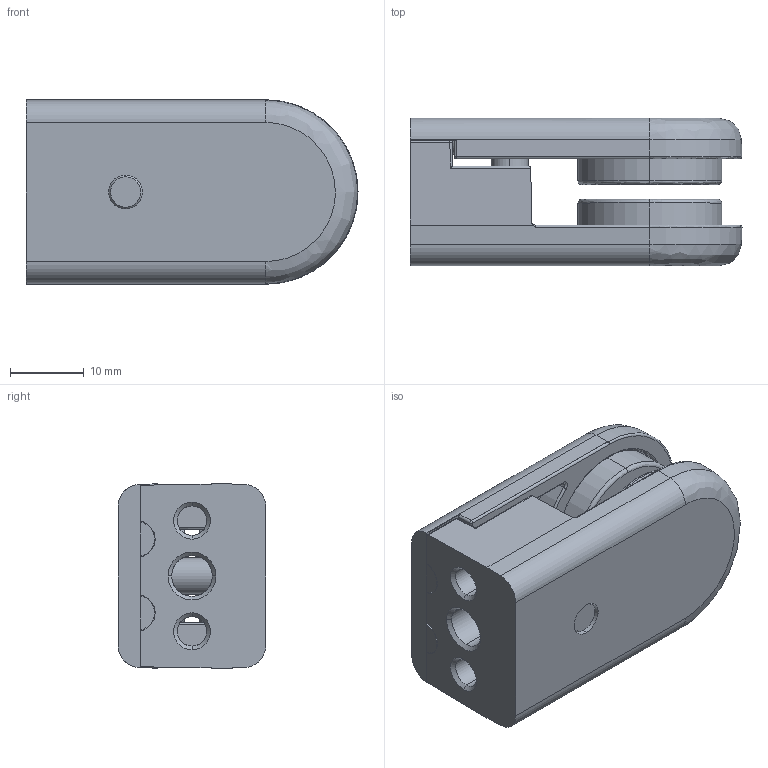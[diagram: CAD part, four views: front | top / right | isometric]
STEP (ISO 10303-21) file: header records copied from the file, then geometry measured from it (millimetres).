
FILE_DESCRIPTION (( 'STEP AP203' ), '1' );
FILE_NAME ('404615500_c_1.STEP', '2022-10-19T15:39:10', ( '' ), ( '' ), 'SwSTEP 2.0', 'SolidWorks 2014', '' );
FILE_SCHEMA (( 'CONFIG_CONTROL_DESIGN' ));
Length unit declared in the file: millimetre
Products named in the file (1): 404615500_c_1
Bounding box: 44.99 x 20 x 25 mm (x, y, z)
Volume: 13553.2 mm3; surface area: 10606.1 mm2
Topology: 5 solids, 5 shells, 346 faces, 820 edges, 492 vertices
Faces by surface type: cylinder 121, bspline 119, plane 84, cone 19, torus 3
Entity records: 15118 total; most frequent: CARTESIAN_POINT 7799, ORIENTED_EDGE 1618, DIRECTION 1392, EDGE_CURVE 809, AXIS2_PLACEMENT_3D 552, VERTEX_POINT 492, EDGE_LOOP 375, ADVANCED_FACE 346
